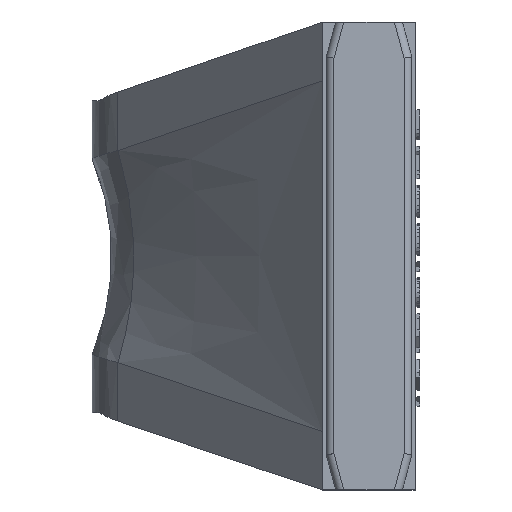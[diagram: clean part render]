
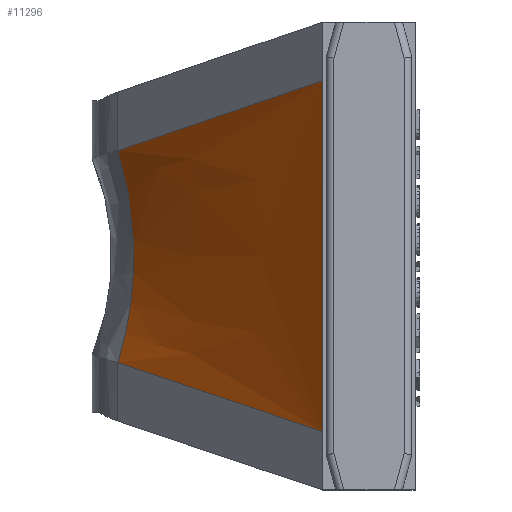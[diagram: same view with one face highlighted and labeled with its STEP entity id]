
A CAD part, top view. The second image highlights one B-rep face of the part: STEP entity #11296.
In plain terms, the highlighted free-form (B-spline) face has degree [3, 3] with [7, 4] control points.
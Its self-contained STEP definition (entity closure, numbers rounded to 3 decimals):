
#154=DIRECTION('',(0.,1.,0.));
#155=VECTOR('',#154,9.);
#156=CARTESIAN_POINT('',(-1.2,-4.5,0.));
#157=LINE('',#156,#155);
#1108=CARTESIAN_POINT('',(-6.44,2.724,
-6.661));
#1110=CARTESIAN_POINT('',(-6.44,-2.724,
-6.661));
#1111=CARTESIAN_POINT('',(-6.348,-2.425,
-6.671));
#1112=CARTESIAN_POINT('',(-6.197,-1.821,
-6.69));
#1113=CARTESIAN_POINT('',(-6.064,-0.911,
-6.71));
#1114=CARTESIAN_POINT('',(-6.02,0.,
-6.717));
#1115=CARTESIAN_POINT('',(-6.064,0.911,
-6.71));
#1116=CARTESIAN_POINT('',(-6.197,1.821,
-6.69));
#1117=CARTESIAN_POINT('',(-6.348,2.425,
-6.671));
#1118=CARTESIAN_POINT('',(-6.44,2.724,
-6.661));
#1180=DIRECTION('',(-0.605,-0.205,-0.769));
#1181=VECTOR('',#1180,8.659);
#1182=CARTESIAN_POINT('',(-1.2,4.5,0.));
#1183=LINE('',#1182,#1181);
#4018=DIRECTION('',(-0.605,0.205,-0.769));
#4019=VECTOR('',#4018,8.659);
#4020=CARTESIAN_POINT('',(-1.2,-4.5,0.));
#4021=LINE('',#4020,#4019);
#4886=CARTESIAN_POINT('',(-1.2,-4.5,0.));
#4887=VERTEX_POINT('',#4886);
#4888=CARTESIAN_POINT('',(-1.2,4.5,0.));
#4889=VERTEX_POINT('',#4888);
#4938=VERTEX_POINT('',#1108);
#4939=VERTEX_POINT('',#1110);
#11261=CARTESIAN_POINT('',(-1.2,-4.5,0.));
#11262=CARTESIAN_POINT('',(-2.961,-3.903,
-2.238));
#11263=CARTESIAN_POINT('',(-4.722,-3.306,
-4.476));
#11264=CARTESIAN_POINT('',(-6.482,-2.709,
-6.715));
#11265=CARTESIAN_POINT('',(-1.2,-3.75,0.));
#11266=CARTESIAN_POINT('',(-2.912,-3.259,
-2.238));
#11267=CARTESIAN_POINT('',(-4.623,-2.768,
-4.476));
#11268=CARTESIAN_POINT('',(-6.335,-2.277,
-6.715));
#11269=CARTESIAN_POINT('',(-1.2,-2.25,0.));
#11270=CARTESIAN_POINT('',(-2.837,-1.961,
-2.238));
#11271=CARTESIAN_POINT('',(-4.474,-1.673,
-4.476));
#11272=CARTESIAN_POINT('',(-6.11,-1.384,
-6.715));
#11273=CARTESIAN_POINT('',(-1.2,0.,0.));
#11274=CARTESIAN_POINT('',(-2.799,0.,-2.238));
#11275=CARTESIAN_POINT('',(-4.398,0.,-4.476));
#11276=CARTESIAN_POINT('',(-5.997,0.,-6.715));
#11277=CARTESIAN_POINT('',(-1.2,2.25,0.));
#11278=CARTESIAN_POINT('',(-2.837,1.961,
-2.238));
#11279=CARTESIAN_POINT('',(-4.474,1.673,
-4.476));
#11280=CARTESIAN_POINT('',(-6.11,1.384,
-6.715));
#11281=CARTESIAN_POINT('',(-1.2,3.75,0.));
#11282=CARTESIAN_POINT('',(-2.912,3.259,
-2.238));
#11283=CARTESIAN_POINT('',(-4.623,2.768,
-4.476));
#11284=CARTESIAN_POINT('',(-6.335,2.277,
-6.715));
#11285=CARTESIAN_POINT('',(-1.2,4.5,0.));
#11286=CARTESIAN_POINT('',(-2.961,3.903,
-2.238));
#11287=CARTESIAN_POINT('',(-4.722,3.306,
-4.476));
#11288=CARTESIAN_POINT('',(-6.482,2.709,
-6.715));
#11289=B_SPLINE_SURFACE_WITH_KNOTS('',3,3,((#11261,#11262,#11263,#11264),
(#11265,#11266,#11267,#11268),(#11269,#11270,#11271,#11272),(#11273,#11274,
#11275,#11276),(#11277,#11278,#11279,#11280),(#11281,#11282,#11283,#11284),(
#11285,#11286,#11287,#11288)),.UNSPECIFIED.,.F.,.F.,.F.,(4,1,1,1,4),(4,4),(0.,
0.25,0.5,0.75,1.),(0.,0.895),.UNSPECIFIED.);
#11290=ORIENTED_EDGE('',*,*,#7109,.T.);
#11291=ORIENTED_EDGE('',*,*,#7197,.F.);
#11292=ORIENTED_EDGE('',*,*,#6438,.F.);
#11293=ORIENTED_EDGE('',*,*,#6458,.T.);
#11294=EDGE_LOOP('',(#11290,#11291,#11292,#11293));
#11295=FACE_OUTER_BOUND('',#11294,.F.);
#11296=ADVANCED_FACE('',(#11295),#11289,.T.);
#1119=B_SPLINE_CURVE_WITH_KNOTS('',3,(#1110,#1111,#1112,#1113,#1114,#1115,#1116,
#1117,#1118),.UNSPECIFIED.,.F.,.F.,(4,1,1,1,1,1,4),(0.,0.167,
0.333,0.5,0.667,0.833,1.),
.UNSPECIFIED.);
#6438=EDGE_CURVE('',#4887,#4889,#157,.T.);
#6458=EDGE_CURVE('',#4887,#4939,#4021,.T.);
#7109=EDGE_CURVE('',#4939,#4938,#1119,.T.);
#7197=EDGE_CURVE('',#4889,#4938,#1183,.T.);
